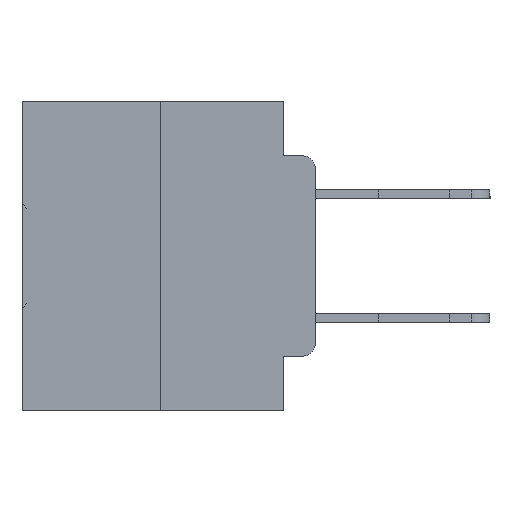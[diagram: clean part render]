
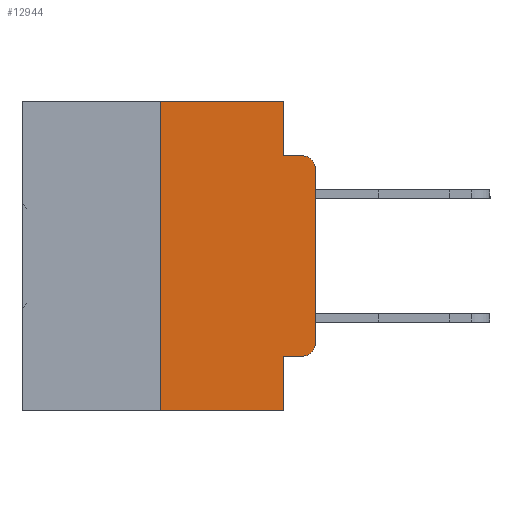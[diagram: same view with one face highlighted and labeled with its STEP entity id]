
A CAD part, left-side view. The second image highlights one B-rep face of the part: STEP entity #12944.
In plain terms, the highlighted planar face has unit normal (-1, 0, 0).
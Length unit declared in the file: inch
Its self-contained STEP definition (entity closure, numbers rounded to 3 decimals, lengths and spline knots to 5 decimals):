
#431 = CIRCLE ( 'NONE', #13161, 0.02 ) ;
#1127 = VERTEX_POINT ( 'NONE', #24676 ) ;
#1795 = AXIS2_PLACEMENT_3D ( 'NONE', #13007, #23917, #7643 ) ;
#2372 = DIRECTION ( 'NONE',  ( -1., 0., 0. ) ) ;
#3063 = EDGE_CURVE ( 'NONE', #19042, #25734, #431, .T. ) ;
#4012 = DIRECTION ( 'NONE',  ( 0., 0., 1. ) ) ;
#4039 = DIRECTION ( 'NONE',  ( -1., 0., 0. ) ) ;
#4167 = CARTESIAN_POINT ( 'NONE',  ( 0., 0.02, -0.3915 ) ) ;
#4295 = CARTESIAN_POINT ( 'NONE',  ( 0., 0.25, 0. ) ) ;
#4323 = DIRECTION ( 'NONE',  ( 0., 0., -1. ) ) ;
#4765 = VECTOR ( 'NONE', #29363, 39.37008 ) ;
#5278 = VECTOR ( 'NONE', #31059, 39.37008 ) ;
#5500 = VERTEX_POINT ( 'NONE', #19742 ) ;
#5775 = CARTESIAN_POINT ( 'NONE',  ( 0., 0.02, -0.4115 ) ) ;
#6121 = EDGE_CURVE ( 'NONE', #25374, #5500, #7188, .T. ) ;
#6790 = CARTESIAN_POINT ( 'NONE',  ( 0., 0., 0. ) ) ;
#7151 = ORIENTED_EDGE ( 'NONE', *, *, #25948, .F. ) ;
#7188 = CIRCLE ( 'NONE', #25230, 0.02 ) ;
#7382 = VERTEX_POINT ( 'NONE', #19290 ) ;
#7454 = CARTESIAN_POINT ( 'NONE',  ( 0., 0.051, 0. ) ) ;
#7643 = DIRECTION ( 'NONE',  ( 0., 0., -1. ) ) ;
#8372 = DIRECTION ( 'NONE',  ( 0., -1., 0. ) ) ;
#8847 = ORIENTED_EDGE ( 'NONE', *, *, #19551, .F. ) ;
#9953 = CARTESIAN_POINT ( 'NONE',  ( 0., 0., -0.1085 ) ) ;
#10438 = EDGE_CURVE ( 'NONE', #1127, #19042, #15909, .T. ) ;
#11454 = VERTEX_POINT ( 'NONE', #14313 ) ;
#11791 = CARTESIAN_POINT ( 'NONE',  ( 0., 0.051, -0.0885 ) ) ;
#12580 = CARTESIAN_POINT ( 'NONE',  ( 0., 0.051, -0.4115 ) ) ;
#12944 = ADVANCED_FACE ( 'NONE', ( #16152 ), #18476, .F. ) ;
#13007 = CARTESIAN_POINT ( 'NONE',  ( 0., 0.473, 0. ) ) ;
#13161 = AXIS2_PLACEMENT_3D ( 'NONE', #4167, #4039, #4323 ) ;
#13246 = CARTESIAN_POINT ( 'NONE',  ( 0., 0.25, 0. ) ) ;
#13415 = EDGE_CURVE ( 'NONE', #25734, #25374, #29579, .T. ) ;
#14313 = CARTESIAN_POINT ( 'NONE',  ( 0., 0.051, -0.0885 ) ) ;
#15026 = CARTESIAN_POINT ( 'NONE',  ( 0., 0.473, 0. ) ) ;
#15043 = EDGE_LOOP ( 'NONE', ( #23268, #27446, #22864, #31577, #7151, #8847, #17781, #23733, #25405, #18673 ) ) ;
#15289 = VECTOR ( 'NONE', #4012, 39.37008 ) ;
#15909 = LINE ( 'NONE', #12580, #23985 ) ;
#15991 = LINE ( 'NONE', #7454, #30302 ) ;
#16152 = FACE_OUTER_BOUND ( 'NONE', #15043, .T. ) ;
#16540 = VERTEX_POINT ( 'NONE', #4295 ) ;
#16760 = VERTEX_POINT ( 'NONE', #34508 ) ;
#17629 = CARTESIAN_POINT ( 'NONE',  ( 0., 0.051, -0.5 ) ) ;
#17721 = EDGE_CURVE ( 'NONE', #1127, #24073, #27723, .T. ) ;
#17753 = DIRECTION ( 'NONE',  ( 0., -1., 0. ) ) ;
#17781 = ORIENTED_EDGE ( 'NONE', *, *, #33396, .T. ) ;
#18476 = PLANE ( 'NONE',  #1795 ) ;
#18673 = ORIENTED_EDGE ( 'NONE', *, *, #3063, .T. ) ;
#18767 = CARTESIAN_POINT ( 'NONE',  ( 0., 0.02, -0.1085 ) ) ;
#19042 = VERTEX_POINT ( 'NONE', #5775 ) ;
#19290 = CARTESIAN_POINT ( 'NONE',  ( 0., 0.25, -0.5 ) ) ;
#19551 = EDGE_CURVE ( 'NONE', #7382, #16540, #25553, .T. ) ;
#19742 = CARTESIAN_POINT ( 'NONE',  ( 0., 0.02, -0.0885 ) ) ;
#19942 = VECTOR ( 'NONE', #8372, 39.37008 ) ;
#20722 = VECTOR ( 'NONE', #17753, 39.37008 ) ;
#20910 = VECTOR ( 'NONE', #22716, 39.37008 ) ;
#21525 = DIRECTION ( 'NONE',  ( 0., 0., -1. ) ) ;
#21754 = LINE ( 'NONE', #11791, #20910 ) ;
#22048 = CARTESIAN_POINT ( 'NONE',  ( 0., 0.473, -0.5 ) ) ;
#22716 = DIRECTION ( 'NONE',  ( 0., -1., 0. ) ) ;
#22864 = ORIENTED_EDGE ( 'NONE', *, *, #32044, .F. ) ;
#23268 = ORIENTED_EDGE ( 'NONE', *, *, #13415, .T. ) ;
#23714 = DIRECTION ( 'NONE',  ( 0., 0., -1. ) ) ;
#23733 = ORIENTED_EDGE ( 'NONE', *, *, #17721, .F. ) ;
#23917 = DIRECTION ( 'NONE',  ( 1., 0., 0. ) ) ;
#23985 = VECTOR ( 'NONE', #31378, 39.37008 ) ;
#24073 = VERTEX_POINT ( 'NONE', #17629 ) ;
#24676 = CARTESIAN_POINT ( 'NONE',  ( 0., 0.051, -0.4115 ) ) ;
#25230 = AXIS2_PLACEMENT_3D ( 'NONE', #18767, #2372, #21525 ) ;
#25374 = VERTEX_POINT ( 'NONE', #9953 ) ;
#25405 = ORIENTED_EDGE ( 'NONE', *, *, #10438, .T. ) ;
#25553 = LINE ( 'NONE', #13246, #4765 ) ;
#25709 = CARTESIAN_POINT ( 'NONE',  ( 0., 0.051, 0. ) ) ;
#25734 = VERTEX_POINT ( 'NONE', #30314 ) ;
#25948 = EDGE_CURVE ( 'NONE', #16540, #16760, #27835, .T. ) ;
#27093 = LINE ( 'NONE', #22048, #19942 ) ;
#27446 = ORIENTED_EDGE ( 'NONE', *, *, #6121, .T. ) ;
#27723 = LINE ( 'NONE', #25709, #5278 ) ;
#27835 = LINE ( 'NONE', #15026, #20722 ) ;
#28531 = EDGE_CURVE ( 'NONE', #16760, #11454, #15991, .T. ) ;
#29363 = DIRECTION ( 'NONE',  ( 0., 0., 1. ) ) ;
#29579 = LINE ( 'NONE', #6790, #15289 ) ;
#30302 = VECTOR ( 'NONE', #23714, 39.37008 ) ;
#30314 = CARTESIAN_POINT ( 'NONE',  ( 0., 0., -0.3915 ) ) ;
#31059 = DIRECTION ( 'NONE',  ( 0., 0., -1. ) ) ;
#31378 = DIRECTION ( 'NONE',  ( 0., -1., 0. ) ) ;
#31577 = ORIENTED_EDGE ( 'NONE', *, *, #28531, .F. ) ;
#32044 = EDGE_CURVE ( 'NONE', #11454, #5500, #21754, .T. ) ;
#33396 = EDGE_CURVE ( 'NONE', #7382, #24073, #27093, .T. ) ;
#34508 = CARTESIAN_POINT ( 'NONE',  ( 0., 0.051, 0. ) ) ;
